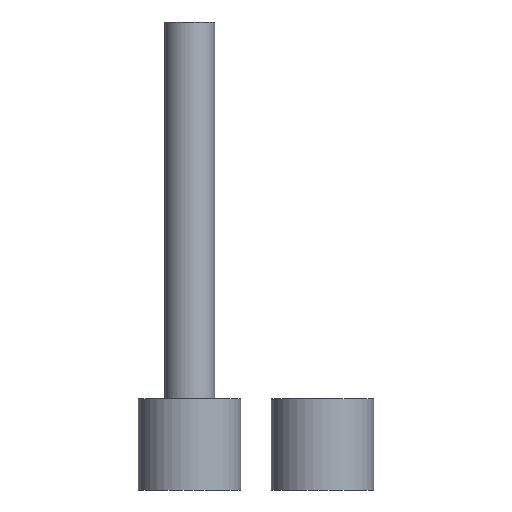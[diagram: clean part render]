
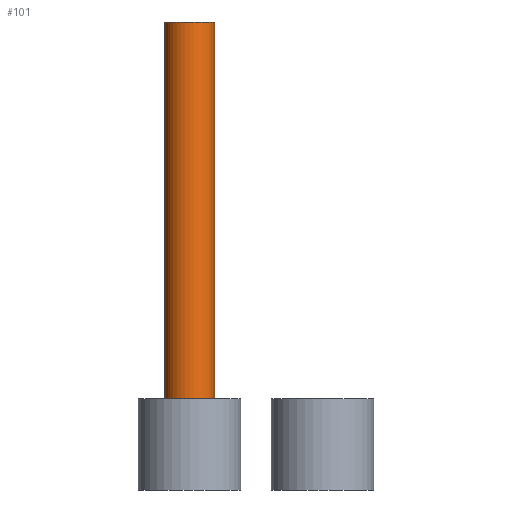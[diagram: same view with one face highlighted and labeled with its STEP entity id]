
A CAD part, left-side view. The second image highlights one B-rep face of the part: STEP entity #101.
In plain terms, the highlighted cylindrical face has radius 2.2 mm (diameter 4.4 mm), a full revolution.
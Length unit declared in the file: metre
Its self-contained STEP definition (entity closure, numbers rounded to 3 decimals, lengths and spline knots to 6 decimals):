
#28=ORIENTED_EDGE('',*,*,#40,.T.);
#29=ORIENTED_EDGE('',*,*,#41,.F.);
#40=EDGE_CURVE('',#48,#48,#56,.T.);
#41=EDGE_CURVE('',#49,#49,#57,.T.);
#48=VERTEX_POINT('',#206);
#49=VERTEX_POINT('',#208);
#56=CIRCLE('',#141,0.0022);
#57=CIRCLE('',#142,0.0022);
#68=EDGE_LOOP('',(#28));
#69=EDGE_LOOP('',(#29));
#84=FACE_BOUND('',#68,.T.);
#85=FACE_BOUND('',#69,.T.);
#94=CYLINDRICAL_SURFACE('',#140,0.0022);
#101=ADVANCED_FACE('',(#84,#85),#94,.T.);
#140=AXIS2_PLACEMENT_3D('',#204,#171,#172);
#141=AXIS2_PLACEMENT_3D('',#205,#173,#174);
#142=AXIS2_PLACEMENT_3D('',#207,#175,#176);
#171=DIRECTION('',(0.,0.,-1.));
#172=DIRECTION('',(-1.,0.,0.));
#173=DIRECTION('',(0.,0.,1.));
#174=DIRECTION('',(1.,0.,0.));
#175=DIRECTION('',(0.,0.,1.));
#176=DIRECTION('',(1.,0.,0.));
#204=CARTESIAN_POINT('',(0.,0.,0.041));
#205=CARTESIAN_POINT('',(0.,0.,0.008));
#206=CARTESIAN_POINT('',(0.0022,0.,0.008));
#207=CARTESIAN_POINT('',(0.,0.,0.041));
#208=CARTESIAN_POINT('',(0.0022,0.,0.041));
